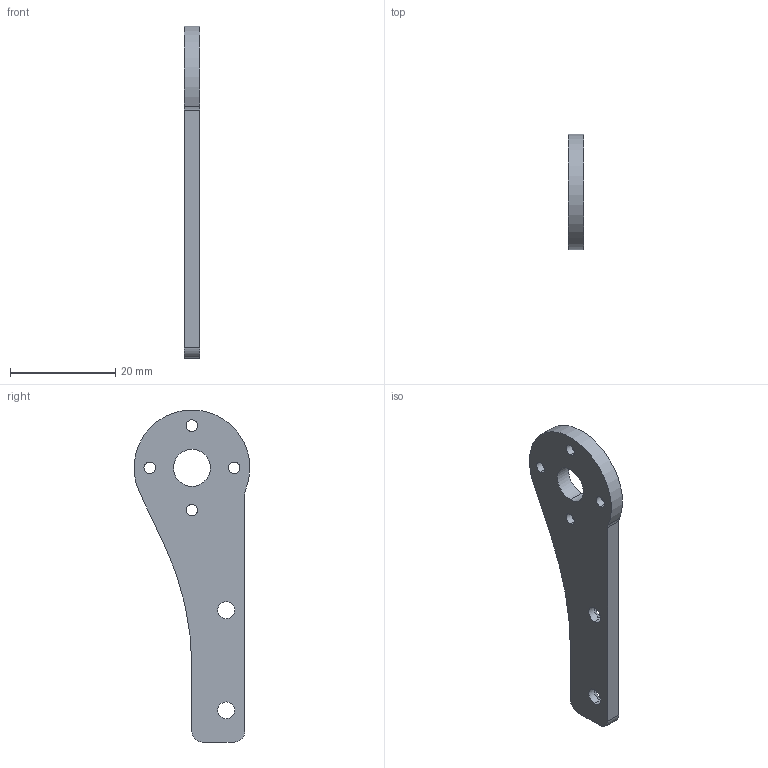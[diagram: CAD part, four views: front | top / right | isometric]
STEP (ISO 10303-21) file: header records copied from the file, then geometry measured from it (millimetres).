
FILE_DESCRIPTION (( 'STEP AP214' ), '1' );
FILE_NAME ('G-USS19-014.STEP', '2018-11-26T07:27:43', ( 'Baume' ), ( '' ), 'SwSTEP 2.0', 'SolidWorks 2016', '' );
FILE_SCHEMA (( 'AUTOMOTIVE_DESIGN' ));
Length unit declared in the file: millimetre
Products named in the file (1): G-USS19-014
Bounding box: 3 x 21.96 x 62.98 mm (x, y, z)
Volume: 2340.2 mm3; surface area: 2289.9 mm2
Topology: 1 solids, 1 shells, 41 faces, 101 edges, 66 vertices
Faces by surface type: cylinder 27, plane 10, cone 4
Entity records: 1303 total; most frequent: DIRECTION 243, CARTESIAN_POINT 209, ORIENTED_EDGE 202, EDGE_CURVE 101, AXIS2_PLACEMENT_3D 100, VERTEX_POINT 66, EDGE_LOOP 59, CIRCLE 58
